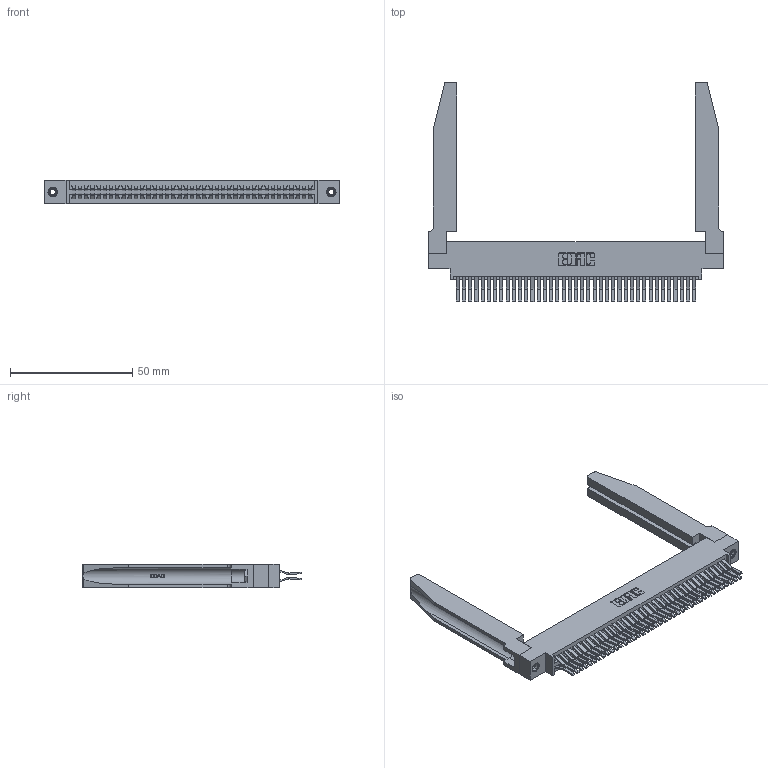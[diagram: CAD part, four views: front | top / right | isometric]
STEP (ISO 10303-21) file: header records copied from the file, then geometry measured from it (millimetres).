
FILE_DESCRIPTION (( 'STEP AP203' ), '1' );
FILE_NAME ('395-078-560-878.STEP', '2019-10-25T03:35:30', ( '' ), ( '' ), 'SwSTEP 2.0', 'SolidWorks 2016', '' );
FILE_SCHEMA (( 'CONFIG_CONTROL_DESIGN' ));
Length unit declared in the file: inch
Products named in the file (5): 395-078-560-878; 345 Part_0.170 Offset - 0.156 Dia-TH; 345-292-001_560 Tail; 345-250-001_345-250-001-102; 345-220-078_345-220-078
Assembly tree (83 placements, depth 2):
  395-078-560-878
    345 Part_0.170 Offset - 0.156 Dia-TH
    345-292-001_560 Tail  x78
    345-250-001_345-250-001-102  x2
    345-220-078_345-220-078  x2
Bounding box: 120.29 x 89.72 x 9.4 mm (x, y, z)
Volume: 19826 mm3; surface area: 26058.9 mm2
Topology: 83 solids, 83 shells, 4420 faces, 13051 edges, 8586 vertices
Faces by surface type: plane 2800, cylinder 1568, bspline 36, cone 12, torus 4
Entity records: 35964 total; most frequent: CARTESIAN_POINT 6951, ORIENTED_EDGE 5782, DIRECTION 5129, EDGE_CURVE 2891, LINE 2505, VECTOR 2505, VERTEX_POINT 1920, AXIS2_PLACEMENT_3D 1312
